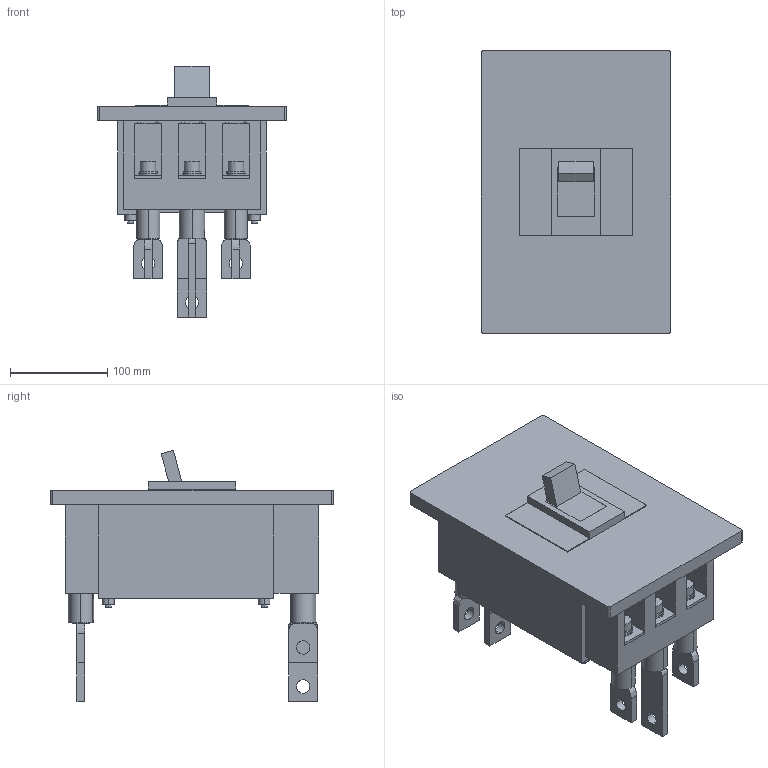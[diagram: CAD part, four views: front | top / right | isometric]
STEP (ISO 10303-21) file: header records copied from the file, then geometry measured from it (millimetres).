
FILE_DESCRIPTION (( 'STEP AP214' ), '1' );
FILE_NAME ('PS400NF3P.STEP', '2023-03-13T04:46:29', ( 'CAD' ), ( '' ), 'SwSTEP 2.0', 'SolidWorks 2015', '' );
FILE_SCHEMA (( 'AUTOMOTIVE_DESIGN' ));
Length unit declared in the file: millimetre
Products named in the file (1): PS400NF3P
Bounding box: 194 x 290 x 257.81 mm (x, y, z)
Volume: 4401613.4 mm3; surface area: 317854.6 mm2
Topology: 23 solids, 23 shells, 404 faces, 942 edges, 620 vertices
Faces by surface type: plane 254, cylinder 138, bspline 12
Entity records: 14751 total; most frequent: CARTESIAN_POINT 2931, DIRECTION 1968, ORIENTED_EDGE 1884, EDGE_CURVE 942, AXIS2_PLACEMENT_3D 685, VERTEX_POINT 620, LINE 598, VECTOR 598
